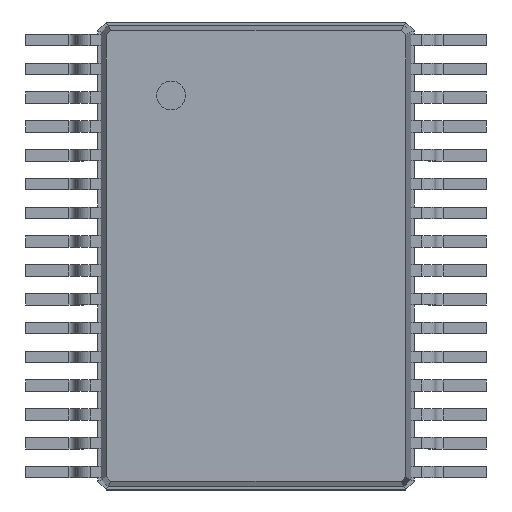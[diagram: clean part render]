
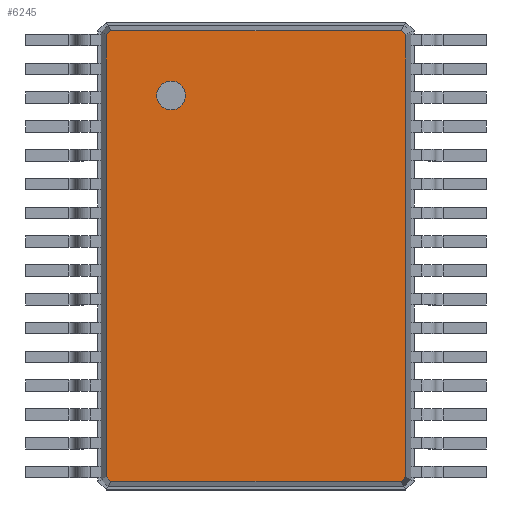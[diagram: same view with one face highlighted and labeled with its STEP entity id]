
A CAD part, top view. The second image highlights one B-rep face of the part: STEP entity #6245.
In plain terms, the highlighted planar face has unit normal (0, 0, 1).
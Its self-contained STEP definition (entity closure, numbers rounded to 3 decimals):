
#2112 = VERTEX_POINT('',#2113);
#2113 = CARTESIAN_POINT('',(2.079,-3.069,1.2));
#2118 = EDGE_CURVE('',#2119,#2112,#2121,.T.);
#2119 = VERTEX_POINT('',#2120);
#2120 = CARTESIAN_POINT('',(2.079,3.069,1.2));
#2121 = LINE('',#2122,#2123);
#2122 = CARTESIAN_POINT('',(2.079,3.069,1.2));
#2123 = VECTOR('',#2124,1.);
#2124 = DIRECTION('',(0.,-1.,0.));
#6228 = VERTEX_POINT('',#6229);
#6229 = CARTESIAN_POINT('',(2.019,-3.129,1.2));
#6234 = EDGE_CURVE('',#2112,#6228,#6235,.T.);
#6235 = LINE('',#6236,#6237);
#6236 = CARTESIAN_POINT('',(2.079,-3.069,1.2));
#6237 = VECTOR('',#6238,1.);
#6238 = DIRECTION('',(-0.707,-0.707,0.));
#6245 = ADVANCED_FACE('',(#6246,#6296),#6307,.T.);
#6246 = FACE_BOUND('',#6247,.T.);
#6247 = EDGE_LOOP('',(#6248,#6258,#6266,#6274,#6282,#6288,#6289,#6290));
#6248 = ORIENTED_EDGE('',*,*,#6249,.F.);
#6249 = EDGE_CURVE('',#6250,#6252,#6254,.T.);
#6250 = VERTEX_POINT('',#6251);
#6251 = CARTESIAN_POINT('',(-2.019,3.129,1.2));
#6252 = VERTEX_POINT('',#6253);
#6253 = CARTESIAN_POINT('',(2.019,3.129,1.2));
#6254 = LINE('',#6255,#6256);
#6255 = CARTESIAN_POINT('',(-2.019,3.129,1.2));
#6256 = VECTOR('',#6257,1.);
#6257 = DIRECTION('',(1.,0.,0.));
#6258 = ORIENTED_EDGE('',*,*,#6259,.F.);
#6259 = EDGE_CURVE('',#6260,#6250,#6262,.T.);
#6260 = VERTEX_POINT('',#6261);
#6261 = CARTESIAN_POINT('',(-2.079,3.069,1.2));
#6262 = LINE('',#6263,#6264);
#6263 = CARTESIAN_POINT('',(-2.079,3.069,1.2));
#6264 = VECTOR('',#6265,1.);
#6265 = DIRECTION('',(0.707,0.707,0.));
#6266 = ORIENTED_EDGE('',*,*,#6267,.F.);
#6267 = EDGE_CURVE('',#6268,#6260,#6270,.T.);
#6268 = VERTEX_POINT('',#6269);
#6269 = CARTESIAN_POINT('',(-2.079,-3.069,1.2));
#6270 = LINE('',#6271,#6272);
#6271 = CARTESIAN_POINT('',(-2.079,-3.069,1.2));
#6272 = VECTOR('',#6273,1.);
#6273 = DIRECTION('',(0.,1.,0.));
#6274 = ORIENTED_EDGE('',*,*,#6275,.F.);
#6275 = EDGE_CURVE('',#6276,#6268,#6278,.T.);
#6276 = VERTEX_POINT('',#6277);
#6277 = CARTESIAN_POINT('',(-2.019,-3.129,1.2));
#6278 = LINE('',#6279,#6280);
#6279 = CARTESIAN_POINT('',(-2.019,-3.129,1.2));
#6280 = VECTOR('',#6281,1.);
#6281 = DIRECTION('',(-0.707,0.707,0.));
#6282 = ORIENTED_EDGE('',*,*,#6283,.F.);
#6283 = EDGE_CURVE('',#6228,#6276,#6284,.T.);
#6284 = LINE('',#6285,#6286);
#6285 = CARTESIAN_POINT('',(2.019,-3.129,1.2));
#6286 = VECTOR('',#6287,1.);
#6287 = DIRECTION('',(-1.,0.,0.));
#6288 = ORIENTED_EDGE('',*,*,#6234,.F.);
#6289 = ORIENTED_EDGE('',*,*,#2118,.F.);
#6290 = ORIENTED_EDGE('',*,*,#6291,.F.);
#6291 = EDGE_CURVE('',#6252,#2119,#6292,.T.);
#6292 = LINE('',#6293,#6294);
#6293 = CARTESIAN_POINT('',(2.019,3.129,1.2));
#6294 = VECTOR('',#6295,1.);
#6295 = DIRECTION('',(0.707,-0.707,0.));
#6296 = FACE_BOUND('',#6297,.T.);
#6297 = EDGE_LOOP('',(#6298));
#6298 = ORIENTED_EDGE('',*,*,#6299,.F.);
#6299 = EDGE_CURVE('',#6300,#6300,#6302,.T.);
#6300 = VERTEX_POINT('',#6301);
#6301 = CARTESIAN_POINT('',(-1.179,2.029,1.2));
#6302 = CIRCLE('',#6303,0.2);
#6303 = AXIS2_PLACEMENT_3D('',#6304,#6305,#6306);
#6304 = CARTESIAN_POINT('',(-1.179,2.229,1.2));
#6305 = DIRECTION('',(0.,0.,1.));
#6306 = DIRECTION('',(0.,-1.,0.));
#6307 = PLANE('',#6308);
#6308 = AXIS2_PLACEMENT_3D('',#6309,#6310,#6311);
#6309 = CARTESIAN_POINT('',(-2.019,3.129,1.2));
#6310 = DIRECTION('',(0.,0.,1.));
#6311 = DIRECTION('',(0.542,-0.84,0.));
